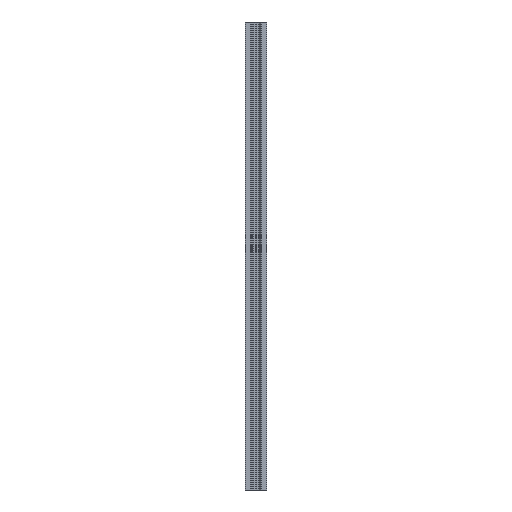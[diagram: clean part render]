
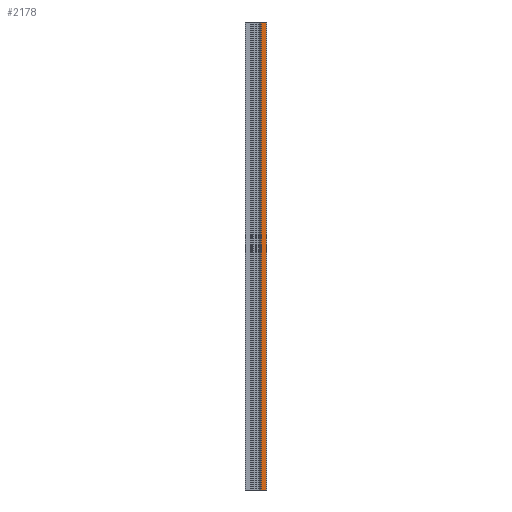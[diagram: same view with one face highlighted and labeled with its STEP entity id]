
A CAD part, front view. The second image highlights one B-rep face of the part: STEP entity #2178.
In plain terms, the highlighted planar face has unit normal (0, -1, 0).
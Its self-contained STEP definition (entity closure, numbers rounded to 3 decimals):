
#32=PLANE('',#2355);
#106=FACE_OUTER_BOUND('',#220,.T.);
#220=EDGE_LOOP('',(#1557,#1558,#1559,#1560));
#368=LINE('',#3423,#584);
#369=LINE('',#3426,#585);
#370=LINE('',#3428,#586);
#371=LINE('',#3429,#587);
#584=VECTOR('',#2739,10.);
#585=VECTOR('',#2742,10.);
#586=VECTOR('',#2743,10.);
#587=VECTOR('',#2744,10.);
#923=VERTEX_POINT('',#3419);
#924=VERTEX_POINT('',#3421);
#925=VERTEX_POINT('',#3425);
#926=VERTEX_POINT('',#3427);
#1184=EDGE_CURVE('',#923,#924,#368,.T.);
#1185=EDGE_CURVE('',#925,#923,#369,.T.);
#1186=EDGE_CURVE('',#926,#924,#370,.T.);
#1187=EDGE_CURVE('',#925,#926,#371,.T.);
#1557=ORIENTED_EDGE('',*,*,#1185,.T.);
#1558=ORIENTED_EDGE('',*,*,#1184,.T.);
#1559=ORIENTED_EDGE('',*,*,#1186,.F.);
#1560=ORIENTED_EDGE('',*,*,#1187,.F.);
#2178=ADVANCED_FACE('',(#106),#32,.T.);
#2355=AXIS2_PLACEMENT_3D('',#3424,#2740,#2741);
#2739=DIRECTION('',(0.,0.,1.));
#2740=DIRECTION('center_axis',(0.,-1.,0.));
#2741=DIRECTION('ref_axis',(1.,0.,0.));
#2742=DIRECTION('',(1.,0.,0.));
#2743=DIRECTION('',(1.,0.,0.));
#2744=DIRECTION('',(0.,0.,1.));
#3419=CARTESIAN_POINT('',(19.,0.,0.));
#3421=CARTESIAN_POINT('',(19.,0.,426.));
#3423=CARTESIAN_POINT('',(19.,0.,0.));
#3424=CARTESIAN_POINT('Origin',(14.071,0.,0.));
#3425=CARTESIAN_POINT('',(14.071,0.,0.));
#3426=CARTESIAN_POINT('',(14.071,0.,0.));
#3427=CARTESIAN_POINT('',(14.071,0.,426.));
#3428=CARTESIAN_POINT('',(14.071,0.,426.));
#3429=CARTESIAN_POINT('',(14.071,0.,0.));
